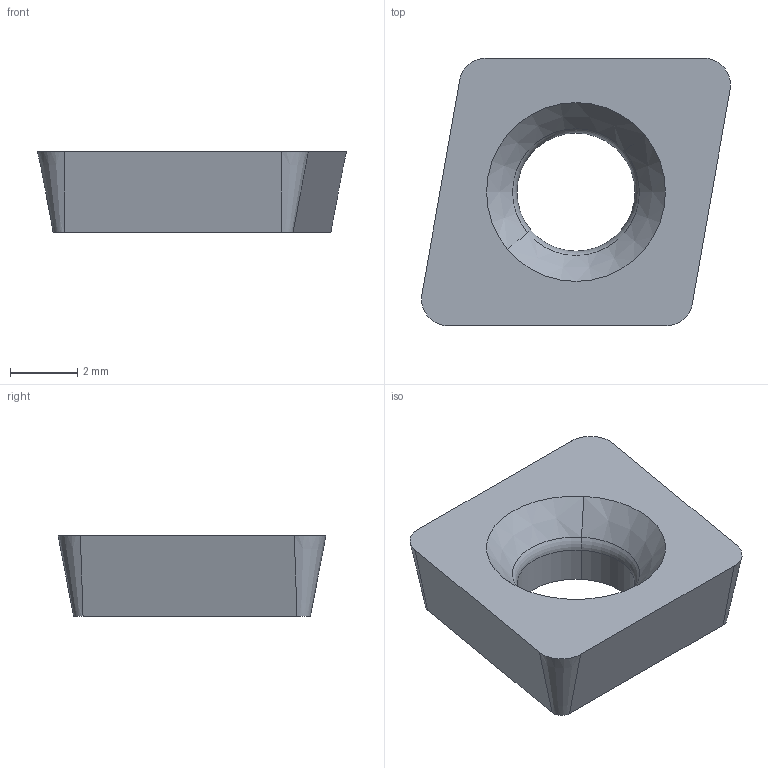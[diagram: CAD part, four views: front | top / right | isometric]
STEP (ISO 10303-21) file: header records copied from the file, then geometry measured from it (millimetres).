
FILE_DESCRIPTION(/* description */ (''),/* implementation_level */ '2;1');
FILE_NAME(/* name */ 'CP080208N.stp',/* time_stamp */ '2021-11-11T11:52:02+09:00',/* author */ (''),/* organization */ (''),/* preprocessor_version */ 'ST-DEVELOPER v16',/* originating_system */ 'SIEMENS PLM Software NX 10.0',/* authorisation */ '');
FILE_SCHEMA (('AUTOMOTIVE_DESIGN { 1 0 10303 214 3 1 1 1 }'));
Length unit declared in the file: millimetre
Products named in the file (1): CP080208L
Bounding box: 9.16 x 7.94 x 2.38 mm (x, y, z)
Volume: 105.2 mm3; surface area: 186.3 mm2
Topology: 1 solids, 1 shells, 16 faces, 46 edges, 42 vertices
Faces by surface type: plane 6, cone 6, cylinder 2, torus 2
Entity records: 616 total; most frequent: DIRECTION 108, CARTESIAN_POINT 92, ORIENTED_EDGE 76, AXIS2_PLACEMENT_3D 42, EDGE_CURVE 38, VERTEX_POINT 24, LINE 24, VECTOR 24
